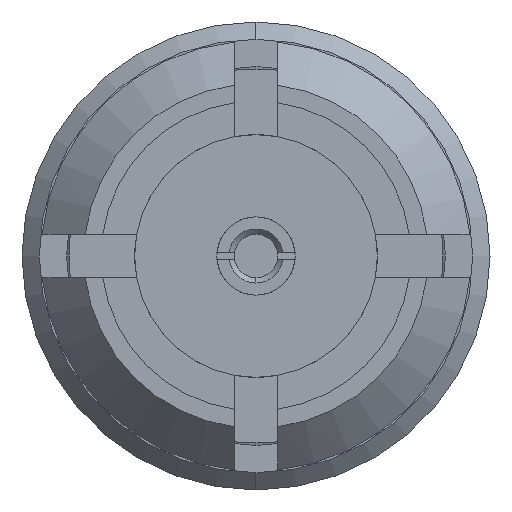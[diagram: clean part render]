
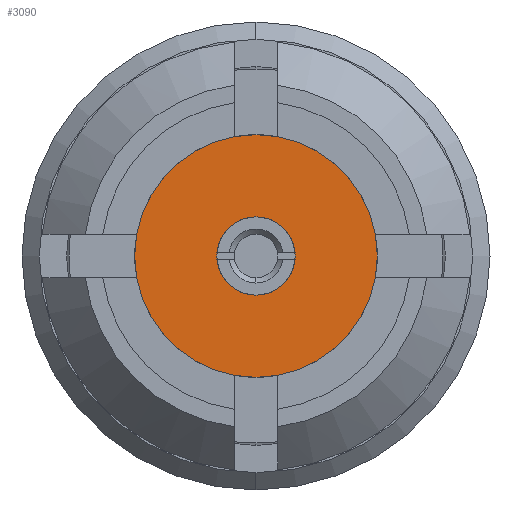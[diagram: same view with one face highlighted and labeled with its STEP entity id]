
A CAD part, left-side view. The second image highlights one B-rep face of the part: STEP entity #3090.
In plain terms, the highlighted planar face has unit normal (-1, 0, 0).
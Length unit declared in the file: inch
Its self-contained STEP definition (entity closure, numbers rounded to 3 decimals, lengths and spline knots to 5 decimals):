
#34 = AXIS2_PLACEMENT_3D ( 'NONE', #3609, #2869, #1730 ) ;
#53 = CIRCLE ( 'NONE', #2365, 0.0113 ) ;
#140 = EDGE_LOOP ( 'NONE', ( #3444, #1561 ) ) ;
#153 = AXIS2_PLACEMENT_3D ( 'NONE', #3802, #2624, #1560 ) ;
#221 = CARTESIAN_POINT ( 'NONE',  ( 0.31642, 0., -0.0113 ) ) ;
#368 = EDGE_LOOP ( 'NONE', ( #370, #1110 ) ) ;
#370 = ORIENTED_EDGE ( 'NONE', *, *, #4596, .T. ) ;
#435 = CARTESIAN_POINT ( 'NONE',  ( 0.31642, 0., 0.035 ) ) ;
#489 = VERTEX_POINT ( 'NONE', #3023 ) ;
#512 = VERTEX_POINT ( 'NONE', #435 ) ;
#922 = VERTEX_POINT ( 'NONE', #4108 ) ;
#1030 = CARTESIAN_POINT ( 'NONE',  ( 0.31642, 0., 0. ) ) ;
#1058 = CARTESIAN_POINT ( 'NONE',  ( 0.31642, 0., 0. ) ) ;
#1093 = DIRECTION ( 'NONE',  ( 0., 0., 1. ) ) ;
#1110 = ORIENTED_EDGE ( 'NONE', *, *, #1885, .T. ) ;
#1410 = DIRECTION ( 'NONE',  ( 0., 0., 1. ) ) ;
#1464 = DIRECTION ( 'NONE',  ( 0., 0., 1. ) ) ;
#1560 = DIRECTION ( 'NONE',  ( 0., 0., 1. ) ) ;
#1561 = ORIENTED_EDGE ( 'NONE', *, *, #1758, .T. ) ;
#1730 = DIRECTION ( 'NONE',  ( 0., 0., 1. ) ) ;
#1758 = EDGE_CURVE ( 'NONE', #4578, #922, #53, .T. ) ;
#1885 = EDGE_CURVE ( 'NONE', #489, #512, #4919, .T. ) ;
#2343 = CIRCLE ( 'NONE', #3659, 0.0113 ) ;
#2365 = AXIS2_PLACEMENT_3D ( 'NONE', #1030, #3686, #1410 ) ;
#2624 = DIRECTION ( 'NONE',  ( -1., 0., 0. ) ) ;
#2863 = FACE_OUTER_BOUND ( 'NONE', #368, .T. ) ;
#2869 = DIRECTION ( 'NONE',  ( 1., 0., 0. ) ) ;
#2926 = DIRECTION ( 'NONE',  ( 1., 0., 0. ) ) ;
#3023 = CARTESIAN_POINT ( 'NONE',  ( 0.31642, 0., -0.035 ) ) ;
#3090 = ADVANCED_FACE ( 'NONE', ( #2863, #3404 ), #3660, .F. ) ;
#3273 = EDGE_CURVE ( 'NONE', #922, #4578, #2343, .T. ) ;
#3404 = FACE_BOUND ( 'NONE', #140, .T. ) ;
#3444 = ORIENTED_EDGE ( 'NONE', *, *, #3273, .T. ) ;
#3609 = CARTESIAN_POINT ( 'NONE',  ( 0.31642, 0.04966, 0. ) ) ;
#3659 = AXIS2_PLACEMENT_3D ( 'NONE', #1058, #2926, #1464 ) ;
#3660 = PLANE ( 'NONE',  #34 ) ;
#3686 = DIRECTION ( 'NONE',  ( 1., 0., 0. ) ) ;
#3802 = CARTESIAN_POINT ( 'NONE',  ( 0.31642, 0., 0. ) ) ;
#3820 = CARTESIAN_POINT ( 'NONE',  ( 0.31642, 0., 0. ) ) ;
#3891 = CIRCLE ( 'NONE', #4918, 0.035 ) ;
#4108 = CARTESIAN_POINT ( 'NONE',  ( 0.31642, 0., 0.0113 ) ) ;
#4486 = DIRECTION ( 'NONE',  ( -1., 0., 0. ) ) ;
#4578 = VERTEX_POINT ( 'NONE', #221 ) ;
#4596 = EDGE_CURVE ( 'NONE', #512, #489, #3891, .T. ) ;
#4918 = AXIS2_PLACEMENT_3D ( 'NONE', #3820, #4486, #1093 ) ;
#4919 = CIRCLE ( 'NONE', #153, 0.035 ) ;
